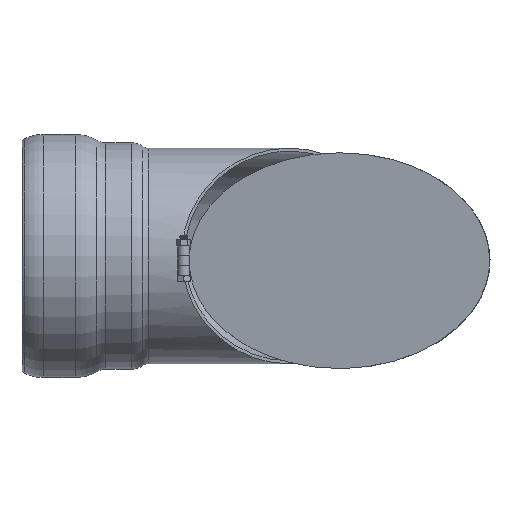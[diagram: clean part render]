
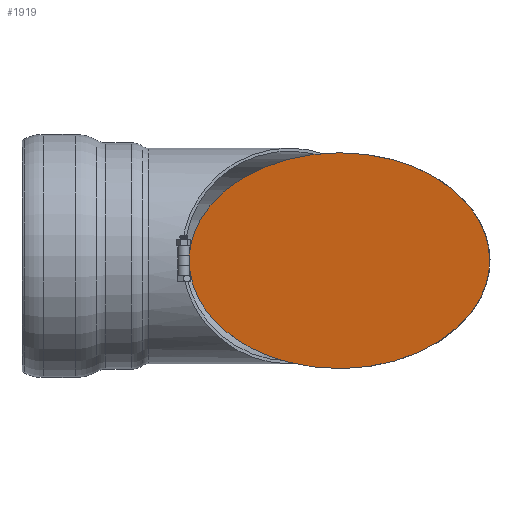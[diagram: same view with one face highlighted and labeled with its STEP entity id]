
A CAD part, top view. The second image highlights one B-rep face of the part: STEP entity #1919.
In plain terms, the highlighted planar face has unit normal (-0.174, 0, 0.985).
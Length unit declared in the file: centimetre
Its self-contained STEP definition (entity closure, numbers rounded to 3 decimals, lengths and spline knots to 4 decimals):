
#625=FACE_OUTER_BOUND('',#763,.T.);
#763=EDGE_LOOP('',(#1765));
#767=ELLIPSE('',#2199,154.8919,109.55);
#931=VERTEX_POINT('',#3885);
#1208=EDGE_CURVE('',#931,#931,#767,.T.);
#1765=ORIENTED_EDGE('',*,*,#1208,.T.);
#1791=PLANE('',#2201);
#1919=ADVANCED_FACE('',(#625),#1791,.T.);
#2199=AXIS2_PLACEMENT_3D('',#3886,#2814,#2815);
#2201=AXIS2_PLACEMENT_3D('',#3890,#2819,#2820);
#2814=DIRECTION('center_axis',(-0.174,0.,0.985));
#2815=DIRECTION('ref_axis',(0.985,0.,0.174));
#2819=DIRECTION('center_axis',(-0.174,0.,0.985));
#2820=DIRECTION('ref_axis',(0.696,0.707,0.123));
#3885=CARTESIAN_POINT('',(213.9868,722.3918,119.3442));
#3886=CARTESIAN_POINT('Origin',(366.5256,722.3918,146.2409));
#3890=CARTESIAN_POINT('Origin',(366.5256,722.3918,146.2409));
